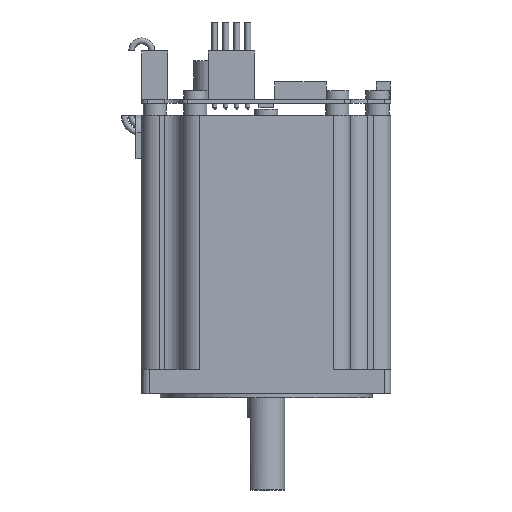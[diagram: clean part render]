
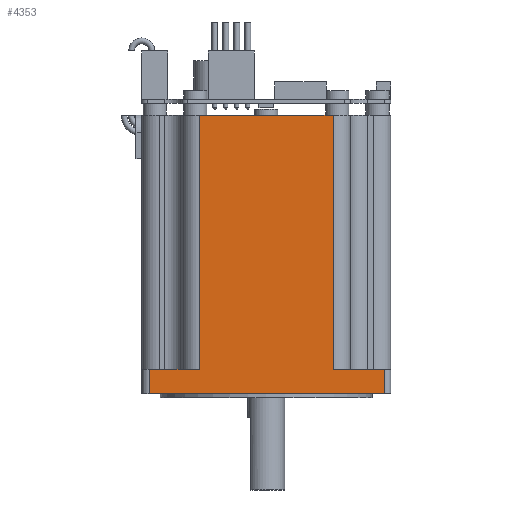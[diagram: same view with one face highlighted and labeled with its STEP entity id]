
A CAD part, left-side view. The second image highlights one B-rep face of the part: STEP entity #4353.
In plain terms, the highlighted face is planar.
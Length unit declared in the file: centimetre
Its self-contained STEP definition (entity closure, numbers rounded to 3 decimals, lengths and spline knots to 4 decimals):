
#132=PLANE('',#4702);
#288=VECTOR('',#5092,1.);
#314=VECTOR('',#5181,1.);
#341=VECTOR('',#5251,1.);
#349=VECTOR('',#5272,1.);
#350=VECTOR('',#5279,1.);
#354=VECTOR('',#5316,1.);
#356=VECTOR('',#5328,1.);
#357=VECTOR('',#5330,1.);
#682=LINE('',#6197,#288);
#708=LINE('',#6442,#314);
#735=LINE('',#6516,#341);
#743=LINE('',#6536,#349);
#744=LINE('',#6543,#350);
#748=LINE('',#6576,#354);
#750=LINE('',#6585,#356);
#751=LINE('',#6587,#357);
#1170=VERTEX_POINT('',#6196);
#1171=VERTEX_POINT('',#6198);
#1215=VERTEX_POINT('',#6443);
#1237=VERTEX_POINT('',#6515);
#1241=VERTEX_POINT('',#6537);
#1243=VERTEX_POINT('',#6542);
#1255=VERTEX_POINT('',#6575);
#1256=VERTEX_POINT('',#6577);
#1764=EDGE_CURVE('',#1171,#1170,#682,.T.);
#1815=EDGE_CURVE('',#1171,#1215,#708,.T.);
#1852=EDGE_CURVE('',#1237,#1170,#735,.T.);
#1862=EDGE_CURVE('',#1215,#1241,#743,.T.);
#1866=EDGE_CURVE('',#1237,#1243,#744,.T.);
#1882=EDGE_CURVE('',#1256,#1255,#748,.T.);
#1886=EDGE_CURVE('',#1243,#1256,#750,.T.);
#1887=EDGE_CURVE('',#1241,#1255,#751,.T.);
#2597=ORIENTED_EDGE('',*,*,#1815,.F.);
#2598=ORIENTED_EDGE('',*,*,#1764,.T.);
#2599=ORIENTED_EDGE('',*,*,#1852,.F.);
#2600=ORIENTED_EDGE('',*,*,#1866,.T.);
#2601=ORIENTED_EDGE('',*,*,#1886,.T.);
#2602=ORIENTED_EDGE('',*,*,#1882,.T.);
#2603=ORIENTED_EDGE('',*,*,#1887,.F.);
#2604=ORIENTED_EDGE('',*,*,#1862,.F.);
#3575=EDGE_LOOP('',(#2597,#2598,#2599,#2600,#2601,#2602,#2603,#2604));
#3985=FACE_BOUND('',#3575,.T.);
#4353=ADVANCED_FACE('',(#3985),#132,.T.);
#4702=AXIS2_PLACEMENT_3D('',#6586,#5329,$);
#5092=DIRECTION('',(0.,1.,0.));
#5181=DIRECTION('',(0.,0.,1.));
#5251=DIRECTION('',(0.,0.,-1.));
#5272=DIRECTION('',(0.,-1.,0.));
#5279=DIRECTION('',(0.,1.,0.));
#5316=DIRECTION('',(0.,-1.,0.));
#5328=DIRECTION('',(0.,0.,1.));
#5329=DIRECTION('',(1.,0.,0.));
#5330=DIRECTION('',(0.,0.,1.));
#6196=CARTESIAN_POINT('',(4.295,2.305,-8.762));
#6197=CARTESIAN_POINT('',(4.295,2.705,-8.762));
#6198=CARTESIAN_POINT('',(4.295,-2.305,-8.762));
#6442=CARTESIAN_POINT('',(4.295,-2.305,0.));
#6443=CARTESIAN_POINT('',(4.295,-2.305,0.));
#6515=CARTESIAN_POINT('',(4.295,2.305,0.));
#6516=CARTESIAN_POINT('',(4.295,2.305,0.));
#6536=CARTESIAN_POINT('',(4.295,-0.0188,0.));
#6537=CARTESIAN_POINT('',(4.295,-4.095,0.));
#6542=CARTESIAN_POINT('',(4.295,4.0273,0.));
#6543=CARTESIAN_POINT('',(4.295,-4.095,0.));
#6575=CARTESIAN_POINT('',(4.295,-4.095,0.838));
#6576=CARTESIAN_POINT('',(4.295,-4.095,0.838));
#6577=CARTESIAN_POINT('',(4.295,4.0273,0.838));
#6585=CARTESIAN_POINT('',(4.295,4.0273,0.));
#6586=CARTESIAN_POINT('',(4.295,-0.0338,0.));
#6587=CARTESIAN_POINT('',(4.295,-4.095,0.));
